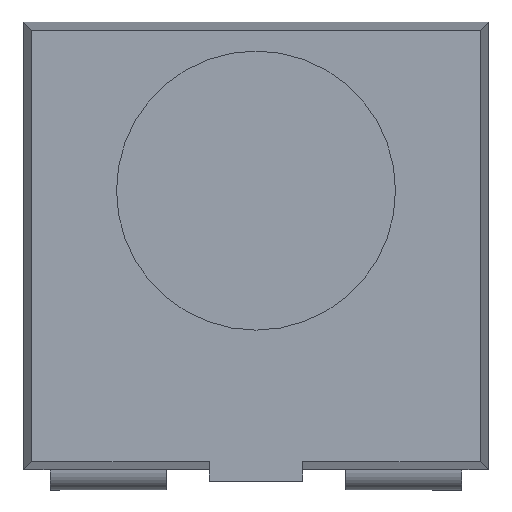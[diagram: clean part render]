
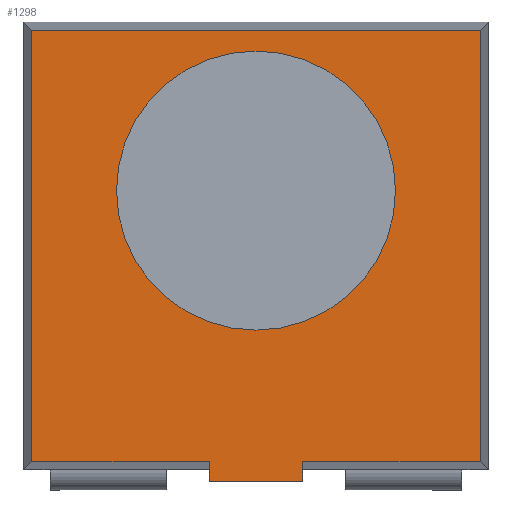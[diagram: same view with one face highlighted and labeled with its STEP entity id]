
A CAD part, front view. The second image highlights one B-rep face of the part: STEP entity #1298.
In plain terms, the highlighted planar face has unit normal (0, -1, 0).
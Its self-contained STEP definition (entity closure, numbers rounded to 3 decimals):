
#15=FACE_BOUND('',#166,.T.);
#42=PLANE('',#1400);
#98=FACE_OUTER_BOUND('',#165,.T.);
#165=EDGE_LOOP('',(#970,#971,#972,#973,#974,#975,#976,#977));
#166=EDGE_LOOP('',(#978,#979));
#312=LINE('',#2078,#459);
#313=LINE('',#2080,#460);
#314=LINE('',#2082,#461);
#315=LINE('',#2084,#462);
#316=LINE('',#2086,#463);
#317=LINE('',#2088,#464);
#318=LINE('',#2090,#465);
#319=LINE('',#2091,#466);
#459=VECTOR('',#1646,1000.);
#460=VECTOR('',#1647,1000.);
#461=VECTOR('',#1648,1000.);
#462=VECTOR('',#1649,1000.);
#463=VECTOR('',#1650,1000.);
#464=VECTOR('',#1651,1000.);
#465=VECTOR('',#1652,1000.);
#466=VECTOR('',#1653,1000.);
#504=CIRCLE('',#1363,1.2);
#505=CIRCLE('',#1364,1.2);
#532=VERTEX_POINT('',#1809);
#533=VERTEX_POINT('',#1811);
#629=VERTEX_POINT('',#2076);
#630=VERTEX_POINT('',#2077);
#631=VERTEX_POINT('',#2079);
#632=VERTEX_POINT('',#2081);
#633=VERTEX_POINT('',#2083);
#634=VERTEX_POINT('',#2085);
#635=VERTEX_POINT('',#2087);
#636=VERTEX_POINT('',#2089);
#650=EDGE_CURVE('',#532,#533,#504,.T.);
#651=EDGE_CURVE('',#533,#532,#505,.T.);
#768=EDGE_CURVE('',#629,#630,#312,.T.);
#769=EDGE_CURVE('',#629,#631,#313,.T.);
#770=EDGE_CURVE('',#631,#632,#314,.T.);
#771=EDGE_CURVE('',#632,#633,#315,.T.);
#772=EDGE_CURVE('',#633,#634,#316,.T.);
#773=EDGE_CURVE('',#634,#635,#317,.T.);
#774=EDGE_CURVE('',#636,#635,#318,.T.);
#775=EDGE_CURVE('',#630,#636,#319,.T.);
#970=ORIENTED_EDGE('',*,*,#768,.F.);
#971=ORIENTED_EDGE('',*,*,#769,.T.);
#972=ORIENTED_EDGE('',*,*,#770,.T.);
#973=ORIENTED_EDGE('',*,*,#771,.T.);
#974=ORIENTED_EDGE('',*,*,#772,.T.);
#975=ORIENTED_EDGE('',*,*,#773,.T.);
#976=ORIENTED_EDGE('',*,*,#774,.F.);
#977=ORIENTED_EDGE('',*,*,#775,.F.);
#978=ORIENTED_EDGE('',*,*,#651,.F.);
#979=ORIENTED_EDGE('',*,*,#650,.F.);
#1298=ADVANCED_FACE('',(#98,#15),#42,.T.);
#1363=AXIS2_PLACEMENT_3D('',#1812,#1467,#1468);
#1364=AXIS2_PLACEMENT_3D('',#1813,#1469,#1470);
#1400=AXIS2_PLACEMENT_3D('',#2075,#1644,#1645);
#1467=DIRECTION('center_axis',(0.,-1.,0.));
#1468=DIRECTION('ref_axis',(1.,0.,0.));
#1469=DIRECTION('center_axis',(0.,-1.,0.));
#1470=DIRECTION('ref_axis',(1.,0.,0.));
#1644=DIRECTION('center_axis',(0.,-1.,0.));
#1645=DIRECTION('ref_axis',(1.,0.,0.));
#1646=DIRECTION('',(0.,0.,-1.));
#1647=DIRECTION('',(1.,0.,0.));
#1648=DIRECTION('',(0.,0.,1.));
#1649=DIRECTION('',(-1.,0.,0.));
#1650=DIRECTION('',(0.,0.,-1.));
#1651=DIRECTION('',(1.,0.,0.));
#1652=DIRECTION('',(0.,0.,1.));
#1653=DIRECTION('',(-1.,0.,0.));
#1809=CARTESIAN_POINT('',(-1.2,0.,2.575));
#1811=CARTESIAN_POINT('',(1.2,0.,2.575));
#1812=CARTESIAN_POINT('Origin',(0.,0.,2.575));
#1813=CARTESIAN_POINT('Origin',(0.,0.,2.575));
#2075=CARTESIAN_POINT('Origin',(1.93,0.,0.075));
#2076=CARTESIAN_POINT('',(0.4,0.,0.245));
#2077=CARTESIAN_POINT('',(0.4,0.,0.075));
#2078=CARTESIAN_POINT('',(0.4,0.,0.245));
#2079=CARTESIAN_POINT('',(1.93,0.,0.245));
#2080=CARTESIAN_POINT('',(1.93,0.,0.245));
#2081=CARTESIAN_POINT('',(1.93,0.,3.955));
#2082=CARTESIAN_POINT('',(1.93,0.,0.075));
#2083=CARTESIAN_POINT('',(-1.93,0.,3.955));
#2084=CARTESIAN_POINT('',(1.93,0.,3.955));
#2085=CARTESIAN_POINT('',(-1.93,0.,0.245));
#2086=CARTESIAN_POINT('',(-1.93,0.,0.075));
#2087=CARTESIAN_POINT('',(-0.4,0.,0.245));
#2088=CARTESIAN_POINT('',(1.93,0.,0.245));
#2089=CARTESIAN_POINT('',(-0.4,0.,0.075));
#2090=CARTESIAN_POINT('',(-0.4,0.,0.175));
#2091=CARTESIAN_POINT('',(-0.4,0.,0.075));
